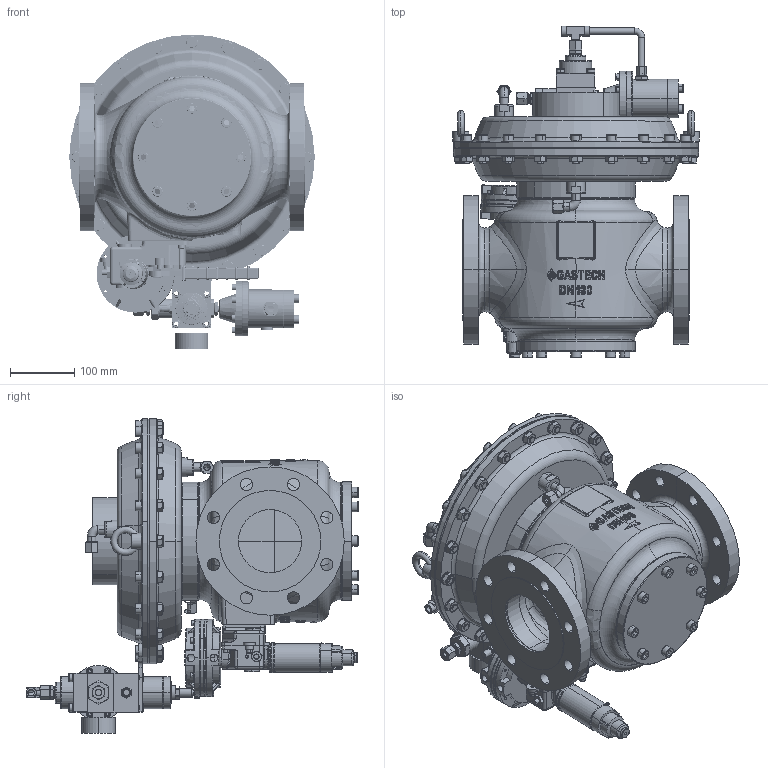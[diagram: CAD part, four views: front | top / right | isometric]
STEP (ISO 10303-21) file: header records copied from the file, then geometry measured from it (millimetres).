
FILE_DESCRIPTION (( 'STEP AP203' ), '1' );
FILE_NAME ('F100S-P.STEP', '2024-04-19T07:39:01', ( '' ), ( '' ), 'SwSTEP 2.0', 'SolidWorks 2024', '' );
FILE_SCHEMA (( 'CONFIG_CONTROL_DESIGN' ));
Length unit declared in the file: millimetre
Products named in the file (1): F100S-P
Bounding box: 382 x 514.84 x 488.18 mm (x, y, z)
Surface area: 1504424.6 mm2 (no closed solid volume)
Topology: 0 solids, 240 shells, 2658 faces, 8029 edges, 5477 vertices
Faces by surface type: plane 1038, cylinder 845, torus 287, bspline 245, cone 225, sphere 18
Entity records: 114526 total; most frequent: CARTESIAN_POINT 46069, DIRECTION 13928, ORIENTED_EDGE 12833, EDGE_CURVE 8003, VERTEX_POINT 5475, AXIS2_PLACEMENT_3D 5393, EDGE_LOOP 3209, LINE 3142
